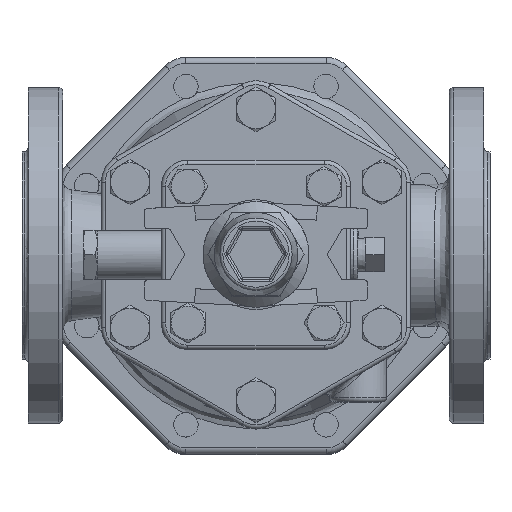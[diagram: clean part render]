
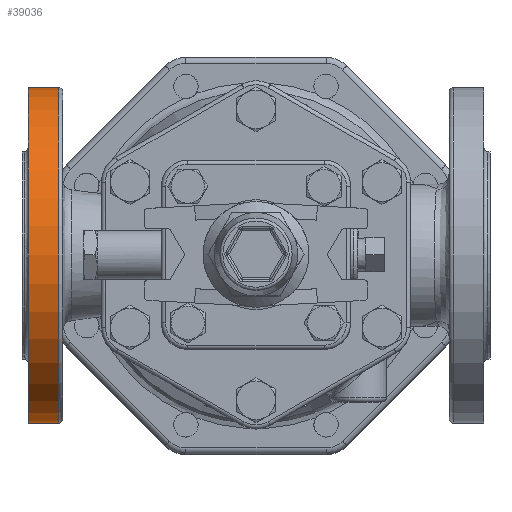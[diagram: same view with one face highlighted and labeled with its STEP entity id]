
A CAD part, top view. The second image highlights one B-rep face of the part: STEP entity #39036.
In plain terms, the highlighted cylindrical face has radius 82.5 mm (diameter 165 mm), a full revolution.
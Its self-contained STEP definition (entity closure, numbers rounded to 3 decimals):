
#38958=CARTESIAN_POINT('',(-112.,0.,353.5));
#38959=VERTEX_POINT('',#38958);
#38960=CARTESIAN_POINT('',(-112.,0.0,271.0));
#38961=DIRECTION('',(1.0,0.0,0.0));
#38962=DIRECTION('',(0.0,0.0,-1.0));
#38963=AXIS2_PLACEMENT_3D('',#38960,#38961,#38962);
#38964=CIRCLE('',#38963,82.5);
#38965=EDGE_CURVE('',#38959,#38959,#38964,.T.);
#39017=CARTESIAN_POINT('',(-115.,0.0,271.0));
#39018=DIRECTION('',(1.0,0.0,0.0));
#39019=DIRECTION('',(0.0,0.0,-1.0));
#39020=AXIS2_PLACEMENT_3D('',#39017,#39018,#39019);
#39021=CYLINDRICAL_SURFACE('',#39020,82.5);
#39022=CARTESIAN_POINT('',(-97.,0.,353.5));
#39023=VERTEX_POINT('',#39022);
#39024=CARTESIAN_POINT('',(-97.,0.0,271.0));
#39025=DIRECTION('',(1.0,0.0,0.0));
#39026=DIRECTION('',(0.0,0.0,-1.0));
#39027=AXIS2_PLACEMENT_3D('',#39024,#39025,#39026);
#39028=CIRCLE('',#39027,82.5);
#39029=EDGE_CURVE('',#39023,#39023,#39028,.T.);
#39030=ORIENTED_EDGE('',*,*,#39029,.F.);
#39031=EDGE_LOOP('',(#39030));
#39032=FACE_OUTER_BOUND('',#39031,.T.);
#39033=ORIENTED_EDGE('',*,*,#38965,.T.);
#39034=EDGE_LOOP('',(#39033));
#39035=FACE_BOUND('',#39034,.T.);
#39036=ADVANCED_FACE('',(#39032,#39035),#39021,.T.);
